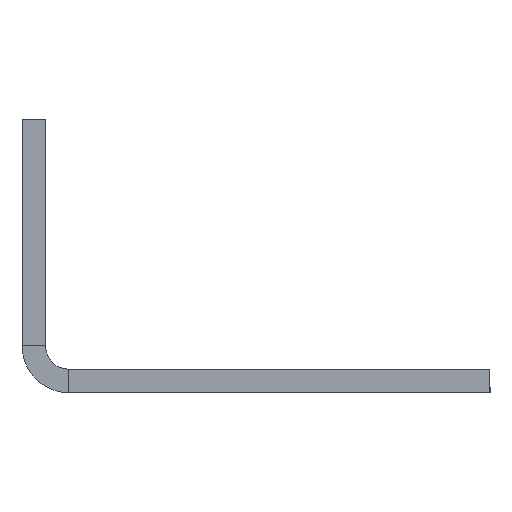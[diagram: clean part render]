
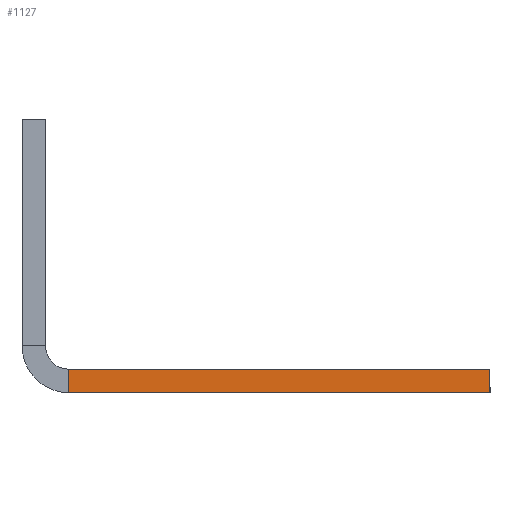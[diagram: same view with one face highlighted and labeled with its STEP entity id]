
A CAD part, left-side view. The second image highlights one B-rep face of the part: STEP entity #1127.
In plain terms, the highlighted planar face has unit normal (-1, 0, 0).
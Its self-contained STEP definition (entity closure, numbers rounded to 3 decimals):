
#176 = ORIENTED_EDGE ( 'NONE', *, *, #4212, .F. ) ;
#430 = CARTESIAN_POINT ( 'NONE',  ( 0., 30.069, -32. ) ) ;
#559 = CARTESIAN_POINT ( 'NONE',  ( 0., 30.069, -32. ) ) ;
#585 = EDGE_LOOP ( 'NONE', ( #3078, #1238, #977, #176 ) ) ;
#701 = DIRECTION ( 'NONE',  ( 0., 0., -1. ) ) ;
#977 = ORIENTED_EDGE ( 'NONE', *, *, #1951, .F. ) ;
#1013 = CARTESIAN_POINT ( 'NONE',  ( 0., -59.931, -32. ) ) ;
#1127 = ADVANCED_FACE ( 'NONE', ( #1654 ), #3760, .T. ) ;
#1238 = ORIENTED_EDGE ( 'NONE', *, *, #2430, .T. ) ;
#1247 = CARTESIAN_POINT ( 'NONE',  ( 0., -6., -35. ) ) ;
#1575 = CARTESIAN_POINT ( 'NONE',  ( 0., 30.069, -35. ) ) ;
#1599 = DIRECTION ( 'NONE',  ( -1., 0., 0. ) ) ;
#1654 = FACE_OUTER_BOUND ( 'NONE', #585, .T. ) ;
#1951 = EDGE_CURVE ( 'NONE', #2740, #1974, #3514, .T. ) ;
#1974 = VERTEX_POINT ( 'NONE', #1247 ) ;
#2097 = VECTOR ( 'NONE', #3149, 1000. ) ;
#2343 = VECTOR ( 'NONE', #701, 1000. ) ;
#2358 = AXIS2_PLACEMENT_3D ( 'NONE', #559, #1599, #4108 ) ;
#2388 = LINE ( 'NONE', #430, #3122 ) ;
#2430 = EDGE_CURVE ( 'NONE', #4556, #1974, #4243, .T. ) ;
#2542 = DIRECTION ( 'NONE',  ( 0., 1., 0. ) ) ;
#2705 = CARTESIAN_POINT ( 'NONE',  ( 0., -6., -32. ) ) ;
#2740 = VERTEX_POINT ( 'NONE', #2988 ) ;
#2988 = CARTESIAN_POINT ( 'NONE',  ( 0., -59.931, -35. ) ) ;
#3073 = LINE ( 'NONE', #1013, #2097 ) ;
#3078 = ORIENTED_EDGE ( 'NONE', *, *, #4391, .T. ) ;
#3122 = VECTOR ( 'NONE', #2542, 1000. ) ;
#3149 = DIRECTION ( 'NONE',  ( 0., 0., -1. ) ) ;
#3418 = VECTOR ( 'NONE', #4089, 1000. ) ;
#3514 = LINE ( 'NONE', #1575, #3418 ) ;
#3760 = PLANE ( 'NONE',  #2358 ) ;
#4089 = DIRECTION ( 'NONE',  ( 0., 1., 0. ) ) ;
#4108 = DIRECTION ( 'NONE',  ( 0., 1., 0. ) ) ;
#4156 = CARTESIAN_POINT ( 'NONE',  ( 0., -59.931, -32. ) ) ;
#4212 = EDGE_CURVE ( 'NONE', #4629, #2740, #3073, .T. ) ;
#4243 = LINE ( 'NONE', #4615, #2343 ) ;
#4391 = EDGE_CURVE ( 'NONE', #4629, #4556, #2388, .T. ) ;
#4556 = VERTEX_POINT ( 'NONE', #2705 ) ;
#4615 = CARTESIAN_POINT ( 'NONE',  ( 0., -6., -32. ) ) ;
#4629 = VERTEX_POINT ( 'NONE', #4156 ) ;
